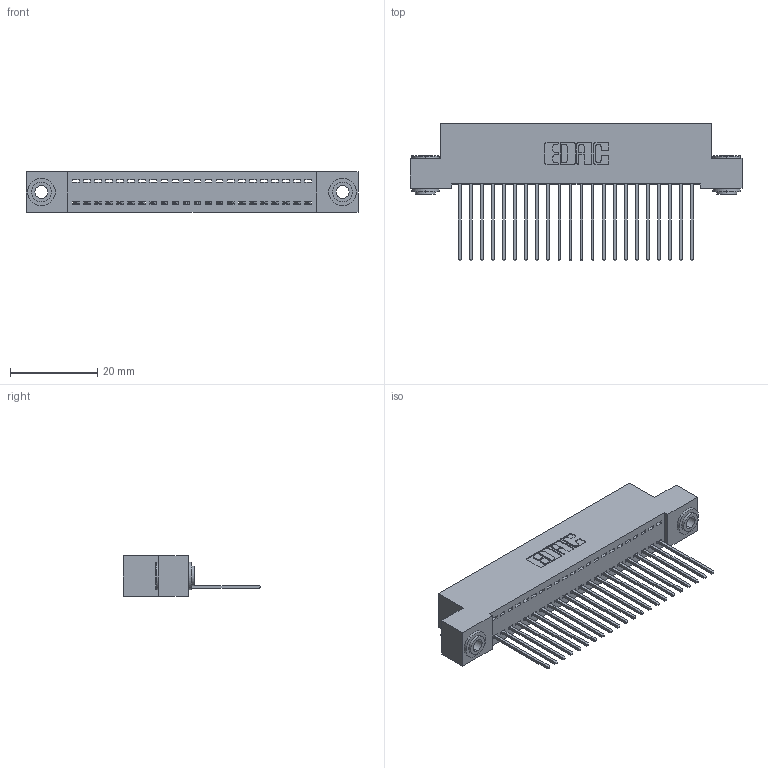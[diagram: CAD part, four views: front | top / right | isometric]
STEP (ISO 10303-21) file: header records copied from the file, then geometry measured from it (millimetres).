
FILE_DESCRIPTION (( 'STEP AP203' ), '1' );
FILE_NAME ('392-022-542-103.STEP', '2018-08-15T12:52:21', ( '' ), ( '' ), 'SwSTEP 2.0', 'SolidWorks 2016', '' );
FILE_SCHEMA (( 'CONFIG_CONTROL_DESIGN' ));
Length unit declared in the file: inch
Products named in the file (4): 342 Part_.156 TH; 345-292-001_345-293-142; 342-250-002_345-250-002-102; 392-022-542-103
Assembly tree (25 placements, depth 2):
  392-022-542-103
    342 Part_.156 TH
    345-292-001_345-293-142  x22
    342-250-002_345-250-002-102  x2
Bounding box: 76.2 x 31.63 x 9.4 mm (x, y, z)
Volume: 6679.3 mm3; surface area: 9959.5 mm2
Topology: 25 solids, 25 shells, 1424 faces, 4247 edges, 2798 vertices
Faces by surface type: plane 1000, cylinder 416, cone 8
Entity records: 16572 total; most frequent: CARTESIAN_POINT 2839, ORIENTED_EDGE 2790, DIRECTION 2469, EDGE_CURVE 1395, LINE 1243, VECTOR 1243, VERTEX_POINT 926, AXIS2_PLACEMENT_3D 613
